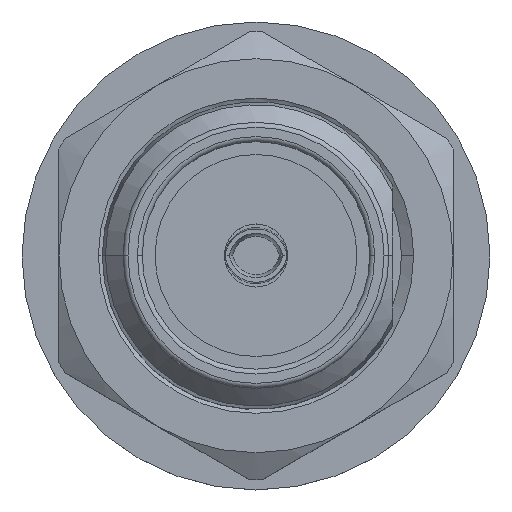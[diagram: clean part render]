
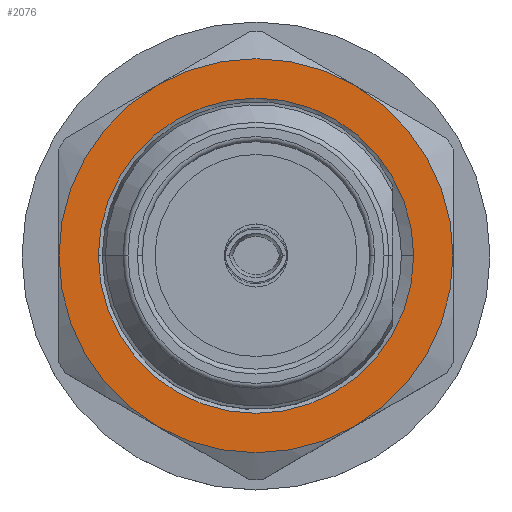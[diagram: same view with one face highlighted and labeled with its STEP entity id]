
A CAD part, top view. The second image highlights one B-rep face of the part: STEP entity #2076.
In plain terms, the highlighted planar face has unit normal (0, 0, 1).
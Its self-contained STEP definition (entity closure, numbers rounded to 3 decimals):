
#1752 = CARTESIAN_POINT ( 'NONE',  ( 0., 0., -4.4 ) ) ;
#1753 = DIRECTION ( 'NONE',  ( 0., 0., 1. ) ) ;
#1754 = CIRCLE ( 'NONE', #1756, 3.2 ) ;
#1755 = DIRECTION ( 'NONE',  ( 1., 0., 0. ) ) ;
#1756 = AXIS2_PLACEMENT_3D ( 'NONE', #1752, #1753, #1755 ) ;
#2022 = CARTESIAN_POINT ( 'NONE',  ( 3.2, 0., -4.4 ) ) ;
#2055 = VERTEX_POINT ( 'NONE', #4988 ) ;
#2065 = ORIENTED_EDGE ( 'NONE', *, *, #2246, .F. ) ;
#2067 = EDGE_LOOP ( 'NONE', ( #2230, #2301 ) ) ;
#2070 = EDGE_LOOP ( 'NONE', ( #2065, #2198, #2072, #2244, #2220, #2135 ) ) ;
#2071 = EDGE_CURVE ( 'NONE', #4106, #4253, #4969, .T. ) ;
#2072 = ORIENTED_EDGE ( 'NONE', *, *, #2152, .F. ) ;
#2073 = VERTEX_POINT ( 'NONE', #4973 ) ;
#2076 = ADVANCED_FACE ( 'NONE', ( #4963, #5013 ), #4956, .T. ) ;
#2085 = EDGE_CURVE ( 'NONE', #2073, #2248, #4958, .T. ) ;
#2135 = ORIENTED_EDGE ( 'NONE', *, *, #2247, .F. ) ;
#2136 = EDGE_CURVE ( 'NONE', #2238, #2243, #4983, .T. ) ;
#2152 = EDGE_CURVE ( 'NONE', #2243, #2248, #4981, .T. ) ;
#2198 = ORIENTED_EDGE ( 'NONE', *, *, #2085, .T. ) ;
#2220 = ORIENTED_EDGE ( 'NONE', *, *, #2245, .F. ) ;
#2230 = ORIENTED_EDGE ( 'NONE', *, *, #2071, .F. ) ;
#2238 = VERTEX_POINT ( 'NONE', #5051 ) ;
#2240 = VERTEX_POINT ( 'NONE', #5112 ) ;
#2243 = VERTEX_POINT ( 'NONE', #5067 ) ;
#2244 = ORIENTED_EDGE ( 'NONE', *, *, #2136, .F. ) ;
#2245 = EDGE_CURVE ( 'NONE', #2240, #2238, #5030, .T. ) ;
#2246 = EDGE_CURVE ( 'NONE', #2073, #2055, #5048, .T. ) ;
#2247 = EDGE_CURVE ( 'NONE', #2055, #2240, #5085, .T. ) ;
#2248 = VERTEX_POINT ( 'NONE', #5052 ) ;
#2301 = ORIENTED_EDGE ( 'NONE', *, *, #4107, .F. ) ;
#4106 = VERTEX_POINT ( 'NONE', #2022 ) ;
#4107 = EDGE_CURVE ( 'NONE', #4253, #4106, #1754, .T. ) ;
#4253 = VERTEX_POINT ( 'NONE', #5741 ) ;
#4933 = DIRECTION ( 'NONE',  ( 1., 0., 0. ) ) ;
#4934 = DIRECTION ( 'NONE',  ( 0., 0., -1. ) ) ;
#4938 = AXIS2_PLACEMENT_3D ( 'NONE', #4941, #4934, #4933 ) ;
#4939 = DIRECTION ( 'NONE',  ( 1., 0., 0. ) ) ;
#4940 = DIRECTION ( 'NONE',  ( 0., 0., -1. ) ) ;
#4941 = CARTESIAN_POINT ( 'NONE',  ( 0., 0., -4.4 ) ) ;
#4942 = CARTESIAN_POINT ( 'NONE',  ( 0., 0., -4.4 ) ) ;
#4947 = DIRECTION ( 'NONE',  ( 1., 0., 0. ) ) ;
#4948 = DIRECTION ( 'NONE',  ( 0., 0., 1. ) ) ;
#4949 = CARTESIAN_POINT ( 'NONE',  ( 0., 0., -4.4 ) ) ;
#4952 = CARTESIAN_POINT ( 'NONE',  ( 0., 0., -4.4 ) ) ;
#4956 = PLANE ( 'NONE',  #4974 ) ;
#4958 = CIRCLE ( 'NONE', #4971, 4. ) ;
#4963 = FACE_BOUND ( 'NONE', #2067, .T. ) ;
#4969 = CIRCLE ( 'NONE', #5015, 3.2 ) ;
#4971 = AXIS2_PLACEMENT_3D ( 'NONE', #5019, #4985, #4984 ) ;
#4973 = CARTESIAN_POINT ( 'NONE',  ( 4., 0., -4.4 ) ) ;
#4974 = AXIS2_PLACEMENT_3D ( 'NONE', #4949, #4948, #4947 ) ;
#4975 = DIRECTION ( 'NONE',  ( 0., 0., 1. ) ) ;
#4980 = DIRECTION ( 'NONE',  ( 1., 0., 0. ) ) ;
#4981 = CIRCLE ( 'NONE', #4938, 4. ) ;
#4983 = CIRCLE ( 'NONE', #4987, 4. ) ;
#4984 = DIRECTION ( 'NONE',  ( 1., 0., 0. ) ) ;
#4985 = DIRECTION ( 'NONE',  ( 0., 0., 1. ) ) ;
#4987 = AXIS2_PLACEMENT_3D ( 'NONE', #4942, #4940, #4939 ) ;
#4988 = CARTESIAN_POINT ( 'NONE',  ( 2., -3.464, -4.4 ) ) ;
#5013 = FACE_OUTER_BOUND ( 'NONE', #2070, .T. ) ;
#5015 = AXIS2_PLACEMENT_3D ( 'NONE', #4952, #4975, #4980 ) ;
#5019 = CARTESIAN_POINT ( 'NONE',  ( 0., 0., -4.4 ) ) ;
#5021 = CARTESIAN_POINT ( 'NONE',  ( 0., 0., -4.4 ) ) ;
#5028 = DIRECTION ( 'NONE',  ( 1., 0., 0. ) ) ;
#5029 = DIRECTION ( 'NONE',  ( 0., 0., -1. ) ) ;
#5030 = CIRCLE ( 'NONE', #5113, 4. ) ;
#5046 = CARTESIAN_POINT ( 'NONE',  ( 0., 0., -4.4 ) ) ;
#5047 = AXIS2_PLACEMENT_3D ( 'NONE', #5046, #5060, #5055 ) ;
#5048 = CIRCLE ( 'NONE', #5047, 4. ) ;
#5051 = CARTESIAN_POINT ( 'NONE',  ( -4., 0., -4.4 ) ) ;
#5052 = CARTESIAN_POINT ( 'NONE',  ( 2., 3.464, -4.4 ) ) ;
#5055 = DIRECTION ( 'NONE',  ( 1., 0., 0. ) ) ;
#5060 = DIRECTION ( 'NONE',  ( 0., 0., -1. ) ) ;
#5065 = AXIS2_PLACEMENT_3D ( 'NONE', #5021, #5083, #5082 ) ;
#5066 = CARTESIAN_POINT ( 'NONE',  ( 0., 0., -4.4 ) ) ;
#5067 = CARTESIAN_POINT ( 'NONE',  ( -2., 3.464, -4.4 ) ) ;
#5082 = DIRECTION ( 'NONE',  ( 1., 0., 0. ) ) ;
#5083 = DIRECTION ( 'NONE',  ( 0., 0., -1. ) ) ;
#5085 = CIRCLE ( 'NONE', #5065, 4. ) ;
#5112 = CARTESIAN_POINT ( 'NONE',  ( -2., -3.464, -4.4 ) ) ;
#5113 = AXIS2_PLACEMENT_3D ( 'NONE', #5066, #5029, #5028 ) ;
#5741 = CARTESIAN_POINT ( 'NONE',  ( -3.2, 0., -4.4 ) ) ;
